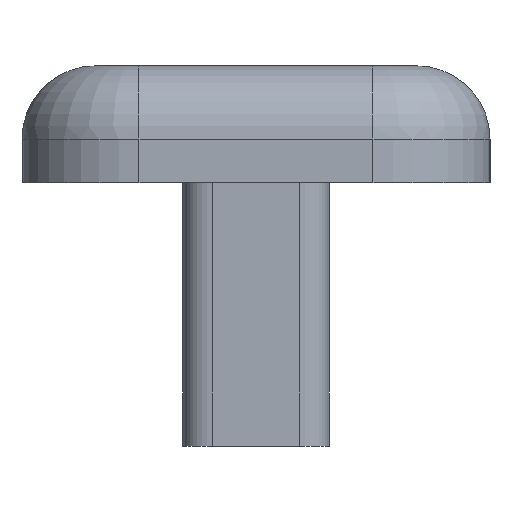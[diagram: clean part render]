
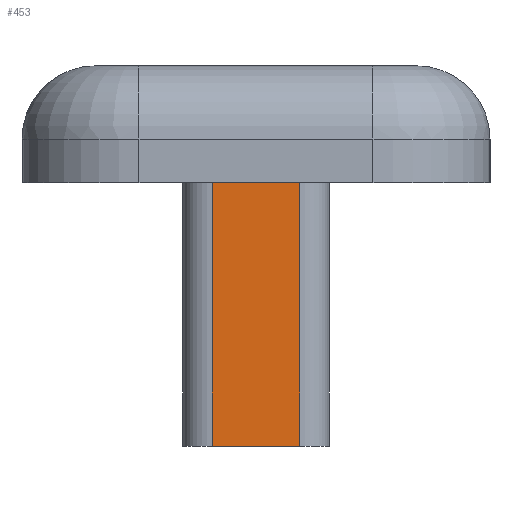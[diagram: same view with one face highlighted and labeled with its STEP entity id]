
A CAD part, left-side view. The second image highlights one B-rep face of the part: STEP entity #453.
In plain terms, the highlighted planar face has unit normal (-1, 0, 0).
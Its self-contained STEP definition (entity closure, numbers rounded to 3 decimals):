
#10 = EDGE_CURVE ( 'NONE', #1350, #1087, #1149, .T. ) ;
#102 = DIRECTION ( 'NONE',  ( 0., 1., 0. ) ) ;
#113 = AXIS2_PLACEMENT_3D ( 'NONE', #725, #272, #474 ) ;
#168 = VECTOR ( 'NONE', #102, 1000. ) ;
#209 = DIRECTION ( 'NONE',  ( 0., 0., 1. ) ) ;
#244 = ORIENTED_EDGE ( 'NONE', *, *, #329, .T. ) ;
#259 = DIRECTION ( 'NONE',  ( 0., 0., -1. ) ) ;
#267 = LINE ( 'NONE', #708, #768 ) ;
#272 = DIRECTION ( 'NONE',  ( -1., 0., 0. ) ) ;
#329 = EDGE_CURVE ( 'NONE', #1087, #575, #1018, .T. ) ;
#360 = VECTOR ( 'NONE', #209, 1000. ) ;
#378 = DIRECTION ( 'NONE',  ( 0., -1., 0. ) ) ;
#398 = CARTESIAN_POINT ( 'NONE',  ( -54.3, -1.5, -9. ) ) ;
#427 = VERTEX_POINT ( 'NONE', #700 ) ;
#453 = ADVANCED_FACE ( 'NONE', ( #602 ), #585, .T. ) ;
#474 = DIRECTION ( 'NONE',  ( 0., 0., 1. ) ) ;
#575 = VERTEX_POINT ( 'NONE', #795 ) ;
#585 = PLANE ( 'NONE',  #113 ) ;
#602 = FACE_OUTER_BOUND ( 'NONE', #852, .T. ) ;
#700 = CARTESIAN_POINT ( 'NONE',  ( -54.3, 1.5, 2. ) ) ;
#708 = CARTESIAN_POINT ( 'NONE',  ( -54.3, 1.5, 0. ) ) ;
#725 = CARTESIAN_POINT ( 'NONE',  ( -54.3, -1.5, 0. ) ) ;
#768 = VECTOR ( 'NONE', #259, 1000. ) ;
#788 = VECTOR ( 'NONE', #378, 1000. ) ;
#795 = CARTESIAN_POINT ( 'NONE',  ( -54.3, -1.5, 2. ) ) ;
#852 = EDGE_LOOP ( 'NONE', ( #244, #1408, #1460, #978 ) ) ;
#978 = ORIENTED_EDGE ( 'NONE', *, *, #10, .T. ) ;
#1018 = LINE ( 'NONE', #1114, #360 ) ;
#1055 = CARTESIAN_POINT ( 'NONE',  ( -54.3, -1.5, -9. ) ) ;
#1063 = CARTESIAN_POINT ( 'NONE',  ( -54.3, 1.5, -9. ) ) ;
#1087 = VERTEX_POINT ( 'NONE', #398 ) ;
#1114 = CARTESIAN_POINT ( 'NONE',  ( -54.3, -1.5, 0. ) ) ;
#1127 = CARTESIAN_POINT ( 'NONE',  ( -54.3, 0., 2. ) ) ;
#1149 = LINE ( 'NONE', #1055, #788 ) ;
#1248 = EDGE_CURVE ( 'NONE', #575, #427, #1348, .T. ) ;
#1348 = LINE ( 'NONE', #1127, #168 ) ;
#1350 = VERTEX_POINT ( 'NONE', #1063 ) ;
#1408 = ORIENTED_EDGE ( 'NONE', *, *, #1248, .T. ) ;
#1433 = EDGE_CURVE ( 'NONE', #427, #1350, #267, .T. ) ;
#1460 = ORIENTED_EDGE ( 'NONE', *, *, #1433, .T. ) ;
